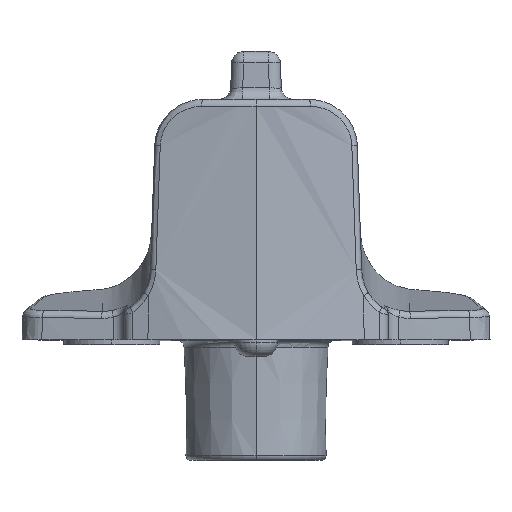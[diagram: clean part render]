
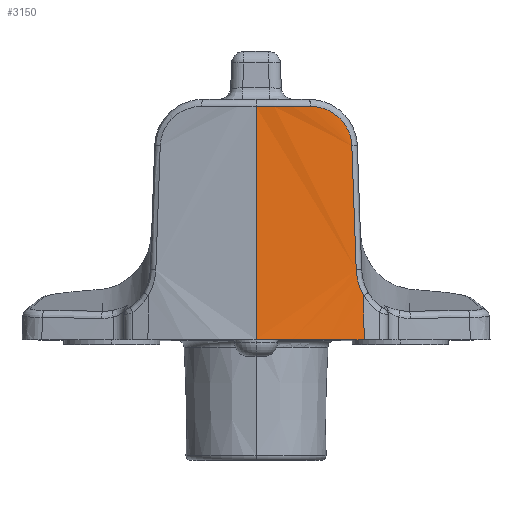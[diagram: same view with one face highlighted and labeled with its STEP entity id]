
A CAD part, top view. The second image highlights one B-rep face of the part: STEP entity #3150.
In plain terms, the highlighted conical face has half-angle 2 degrees and reference radius 17.5 mm.
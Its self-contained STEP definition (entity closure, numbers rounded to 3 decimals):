
#83 = CARTESIAN_POINT ( 'NONE',  ( 2.259, 9.71, 0.1 ) ) ;
#101 = CARTESIAN_POINT ( 'NONE',  ( 3.002, 9.549, -0.009 ) ) ;
#347 = CARTESIAN_POINT ( 'NONE',  ( 3.988, 8.07, -0.162 ) ) ;
#380 = CARTESIAN_POINT ( 'NONE',  ( 4.093, 5.101, -0.08 ) ) ;
#465 = CARTESIAN_POINT ( 'NONE',  ( 0., 9.71, 0.249 ) ) ;
#533 = AXIS2_PLACEMENT_3D ( 'NONE', #975, #2850, #3423 ) ;
#674 = B_SPLINE_CURVE_WITH_KNOTS ( 'NONE', 3,
 ( #4171, #5187, #2344, #4305, #760, #2250 ),
 .UNSPECIFIED., .F., .F.,
 ( 4, 2, 4 ),
 ( 0., 0.001, 0.001 ),
 .UNSPECIFIED. ) ;
#760 = CARTESIAN_POINT ( 'NONE',  ( 4.177, 2.714, -0.015 ) ) ;
#810 = CARTESIAN_POINT ( 'NONE',  ( 0., 0., 0.588 ) ) ;
#866 = CARTESIAN_POINT ( 'NONE',  ( 4.065, 5.9, -0.102 ) ) ;
#905 = CARTESIAN_POINT ( 'NONE',  ( 4.5, 0., 0. ) ) ;
#975 = CARTESIAN_POINT ( 'NONE',  ( 0., 0., -16.912 ) ) ;
#1012 = B_SPLINE_CURVE_WITH_KNOTS ( 'NONE', 3,
 ( #3463, #4404, #3020, #1953, #5451, #1017, #2987, #3496, #5481, #3051, #101, #3559, #5022, #4071 ),
 .UNSPECIFIED., .F., .F.,
 ( 4, 2, 2, 2, 2, 2, 4 ),
 ( 0., 0.001, 0.001, 0.001, 0.002, 0.002, 0.003 ),
 .UNSPECIFIED. ) ;
#1017 = CARTESIAN_POINT ( 'NONE',  ( 3.604, 9.085, -0.111 ) ) ;
#1061 = CIRCLE ( 'NONE', #3629, 17.161 ) ;
#1096 = AXIS2_PLACEMENT_3D ( 'NONE', #3022, #4998, #2539 ) ;
#1146 = EDGE_LOOP ( 'NONE', ( #3511, #5846, #4888, #4822, #3955, #3799, #1638 ) ) ;
#1174 = CARTESIAN_POINT ( 'NONE',  ( 3.988, 8.07, -0.162 ) ) ;
#1294 = LINE ( 'NONE', #810, #3602 ) ;
#1414 = B_SPLINE_CURVE_WITH_KNOTS ( 'NONE', 3,
 ( #6195, #4711, #5192, #5715, #4744, #380, #866, #1831, #5752, #347 ),
 .UNSPECIFIED., .F., .F.,
 ( 4, 3, 3, 4 ),
 ( 0., 0.001, 0.003, 0.005 ),
 .UNSPECIFIED. ) ;
#1428 = FACE_OUTER_BOUND ( 'NONE', #1146, .T. ) ;
#1638 = ORIENTED_EDGE ( 'NONE', *, *, #4749, .T. ) ;
#1803 = DIRECTION ( 'NONE',  ( 0., -1., 0. ) ) ;
#1831 = CARTESIAN_POINT ( 'NONE',  ( 4.039, 6.623, -0.122 ) ) ;
#1953 = CARTESIAN_POINT ( 'NONE',  ( 3.789, 8.811, -0.142 ) ) ;
#1985 = VERTEX_POINT ( 'NONE', #4761 ) ;
#2250 = CARTESIAN_POINT ( 'NONE',  ( 4.171, 2.903, -0.02 ) ) ;
#2344 = CARTESIAN_POINT ( 'NONE',  ( 4.313, 2.165, -0.029 ) ) ;
#2408 = CARTESIAN_POINT ( 'NONE',  ( 4.171, 2.903, -0.02 ) ) ;
#2539 = DIRECTION ( 'NONE',  ( 0., 0., 1. ) ) ;
#2596 = CONICAL_SURFACE ( 'NONE', #533, 17.5, 0.035 ) ;
#2779 = DIRECTION ( 'NONE',  ( 0., -0.999, 0.035 ) ) ;
#2850 = DIRECTION ( 'NONE',  ( 0., -1., 0. ) ) ;
#2987 = CARTESIAN_POINT ( 'NONE',  ( 3.532, 9.167, -0.098 ) ) ;
#3020 = CARTESIAN_POINT ( 'NONE',  ( 3.927, 8.512, -0.163 ) ) ;
#3022 = CARTESIAN_POINT ( 'NONE',  ( 0., 0., -16.912 ) ) ;
#3051 = CARTESIAN_POINT ( 'NONE',  ( 3.099, 9.5, -0.025 ) ) ;
#3085 = EDGE_CURVE ( 'NONE', #3286, #3696, #3840, .T. ) ;
#3150 = ADVANCED_FACE ( 'NONE', ( #1428 ), #2596, .T. ) ;
#3286 = VERTEX_POINT ( 'NONE', #5775 ) ;
#3423 = DIRECTION ( 'NONE',  ( 0., 0., 1. ) ) ;
#3463 = CARTESIAN_POINT ( 'NONE',  ( 3.988, 8.07, -0.162 ) ) ;
#3496 = CARTESIAN_POINT ( 'NONE',  ( 3.372, 9.317, -0.071 ) ) ;
#3511 = ORIENTED_EDGE ( 'NONE', *, *, #6012, .T. ) ;
#3559 = CARTESIAN_POINT ( 'NONE',  ( 2.696, 9.669, 0.039 ) ) ;
#3562 = CIRCLE ( 'NONE', #1096, 17.5 ) ;
#3602 = VECTOR ( 'NONE', #2779, 1000. ) ;
#3629 = AXIS2_PLACEMENT_3D ( 'NONE', #6238, #1803, #4786 ) ;
#3696 = VERTEX_POINT ( 'NONE', #905 ) ;
#3779 = DIRECTION ( 'NONE',  ( 0.009, -0.999, 0.034 ) ) ;
#3799 = ORIENTED_EDGE ( 'NONE', *, *, #3999, .T. ) ;
#3840 = LINE ( 'NONE', #6317, #5384 ) ;
#3955 = ORIENTED_EDGE ( 'NONE', *, *, #4364, .T. ) ;
#3999 = EDGE_CURVE ( 'NONE', #6233, #5143, #1414, .T. ) ;
#4071 = CARTESIAN_POINT ( 'NONE',  ( 2.259, 9.71, 0.1 ) ) ;
#4171 = CARTESIAN_POINT ( 'NONE',  ( 4.484, 1.831, -0.062 ) ) ;
#4305 = CARTESIAN_POINT ( 'NONE',  ( 4.208, 2.525, -0.016 ) ) ;
#4364 = EDGE_CURVE ( 'NONE', #3286, #6233, #674, .T. ) ;
#4388 = VERTEX_POINT ( 'NONE', #465 ) ;
#4404 = CARTESIAN_POINT ( 'NONE',  ( 3.98, 8.293, -0.168 ) ) ;
#4634 = EDGE_CURVE ( 'NONE', #4388, #1985, #1294, .T. ) ;
#4711 = CARTESIAN_POINT ( 'NONE',  ( 4.164, 3.103, -0.026 ) ) ;
#4744 = CARTESIAN_POINT ( 'NONE',  ( 4.121, 4.302, -0.058 ) ) ;
#4749 = EDGE_CURVE ( 'NONE', #5143, #5878, #1012, .T. ) ;
#4761 = CARTESIAN_POINT ( 'NONE',  ( 0., 0., 0.588 ) ) ;
#4786 = DIRECTION ( 'NONE',  ( 0., 0., -1. ) ) ;
#4822 = ORIENTED_EDGE ( 'NONE', *, *, #3085, .F. ) ;
#4888 = ORIENTED_EDGE ( 'NONE', *, *, #6368, .T. ) ;
#4998 = DIRECTION ( 'NONE',  ( 0., 1., 0. ) ) ;
#5022 = CARTESIAN_POINT ( 'NONE',  ( 2.48, 9.71, 0.071 ) ) ;
#5143 = VERTEX_POINT ( 'NONE', #1174 ) ;
#5187 = CARTESIAN_POINT ( 'NONE',  ( 4.387, 1.993, -0.042 ) ) ;
#5192 = CARTESIAN_POINT ( 'NONE',  ( 4.157, 3.303, -0.031 ) ) ;
#5384 = VECTOR ( 'NONE', #3779, 1000. ) ;
#5451 = CARTESIAN_POINT ( 'NONE',  ( 3.733, 8.907, -0.133 ) ) ;
#5481 = CARTESIAN_POINT ( 'NONE',  ( 3.284, 9.384, -0.056 ) ) ;
#5715 = CARTESIAN_POINT ( 'NONE',  ( 4.149, 3.503, -0.037 ) ) ;
#5752 = CARTESIAN_POINT ( 'NONE',  ( 4.013, 7.347, -0.142 ) ) ;
#5775 = CARTESIAN_POINT ( 'NONE',  ( 4.484, 1.831, -0.062 ) ) ;
#5846 = ORIENTED_EDGE ( 'NONE', *, *, #4634, .T. ) ;
#5878 = VERTEX_POINT ( 'NONE', #83 ) ;
#6012 = EDGE_CURVE ( 'NONE', #5878, #4388, #1061, .T. ) ;
#6195 = CARTESIAN_POINT ( 'NONE',  ( 4.171, 2.903, -0.02 ) ) ;
#6233 = VERTEX_POINT ( 'NONE', #2408 ) ;
#6238 = CARTESIAN_POINT ( 'NONE',  ( 0., 9.71, -16.912 ) ) ;
#6317 = CARTESIAN_POINT ( 'NONE',  ( 4.5, 0., 0. ) ) ;
#6368 = EDGE_CURVE ( 'NONE', #1985, #3696, #3562, .T. ) ;
